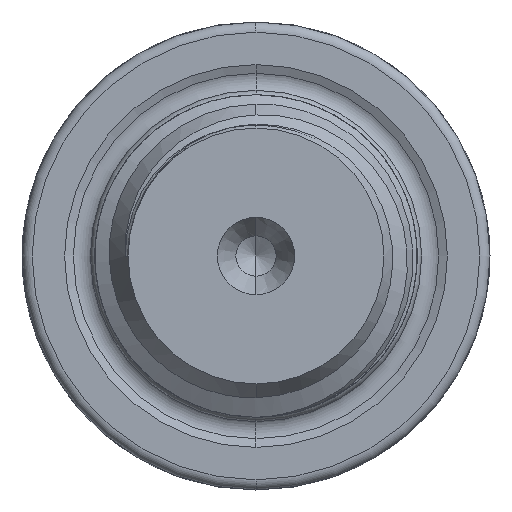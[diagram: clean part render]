
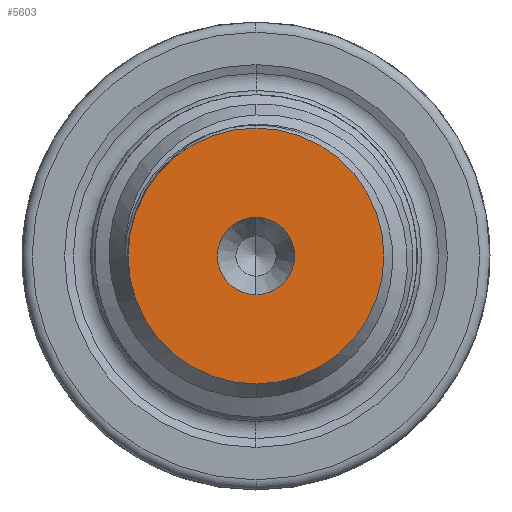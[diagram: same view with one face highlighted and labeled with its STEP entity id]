
A CAD part, left-side view. The second image highlights one B-rep face of the part: STEP entity #5603.
In plain terms, the highlighted planar face has unit normal (-1, 0, 0).
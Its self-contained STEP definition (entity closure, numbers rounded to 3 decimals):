
#254 = CARTESIAN_POINT ( 'NONE',  ( 0., 0., 0. ) ) ;
#276 = CIRCLE ( 'NONE', #3669, 1.9 ) ;
#552 = VERTEX_POINT ( 'NONE', #1664 ) ;
#599 = CARTESIAN_POINT ( 'NONE',  ( 0., 0., 0. ) ) ;
#666 = DIRECTION ( 'NONE',  ( 0., 0., 1. ) ) ;
#716 = DIRECTION ( 'NONE',  ( -1., 0., 0. ) ) ;
#739 = DIRECTION ( 'NONE',  ( 0., 0., 1. ) ) ;
#1282 = CIRCLE ( 'NONE', #4676, 6.287 ) ;
#1559 = DIRECTION ( 'NONE',  ( -1., 0., 0. ) ) ;
#1563 = PLANE ( 'NONE',  #2690 ) ;
#1638 = EDGE_CURVE ( 'NONE', #5818, #3920, #4572, .T. ) ;
#1664 = CARTESIAN_POINT ( 'NONE',  ( 0., 0., -1.9 ) ) ;
#1673 = DIRECTION ( 'NONE',  ( 0., 0., -1. ) ) ;
#1788 = DIRECTION ( 'NONE',  ( 0., 0., 1. ) ) ;
#1813 = CARTESIAN_POINT ( 'NONE',  ( 0., 0., 0. ) ) ;
#1884 = CARTESIAN_POINT ( 'NONE',  ( 0., 0., 1.9 ) ) ;
#1915 = AXIS2_PLACEMENT_3D ( 'NONE', #254, #1559, #2985 ) ;
#2018 = CIRCLE ( 'NONE', #4963, 1.9 ) ;
#2336 = EDGE_CURVE ( 'NONE', #3920, #5818, #1282, .T. ) ;
#2344 = CARTESIAN_POINT ( 'NONE',  ( 0., 0., -6.287 ) ) ;
#2560 = DIRECTION ( 'NONE',  ( 1., 0., 0. ) ) ;
#2609 = CARTESIAN_POINT ( 'NONE',  ( 0., 0., 6.287 ) ) ;
#2690 = AXIS2_PLACEMENT_3D ( 'NONE', #3596, #2560, #1673 ) ;
#2718 = EDGE_LOOP ( 'NONE', ( #4585, #4290 ) ) ;
#2985 = DIRECTION ( 'NONE',  ( 0., 0., 1. ) ) ;
#3439 = DIRECTION ( 'NONE',  ( -1., 0., 0. ) ) ;
#3514 = VERTEX_POINT ( 'NONE', #1884 ) ;
#3596 = CARTESIAN_POINT ( 'NONE',  ( 0., 0., 0. ) ) ;
#3669 = AXIS2_PLACEMENT_3D ( 'NONE', #4965, #716, #739 ) ;
#3749 = DIRECTION ( 'NONE',  ( -1., 0., 0. ) ) ;
#3874 = FACE_OUTER_BOUND ( 'NONE', #2718, .T. ) ;
#3920 = VERTEX_POINT ( 'NONE', #2344 ) ;
#4036 = EDGE_CURVE ( 'NONE', #552, #3514, #2018, .T. ) ;
#4290 = ORIENTED_EDGE ( 'NONE', *, *, #1638, .T. ) ;
#4572 = CIRCLE ( 'NONE', #1915, 6.287 ) ;
#4585 = ORIENTED_EDGE ( 'NONE', *, *, #2336, .T. ) ;
#4664 = ORIENTED_EDGE ( 'NONE', *, *, #4036, .F. ) ;
#4676 = AXIS2_PLACEMENT_3D ( 'NONE', #599, #3439, #666 ) ;
#4963 = AXIS2_PLACEMENT_3D ( 'NONE', #1813, #3749, #1788 ) ;
#4965 = CARTESIAN_POINT ( 'NONE',  ( 0., 0., 0. ) ) ;
#5603 = ADVANCED_FACE ( 'NONE', ( #3874, #5716 ), #1563, .F. ) ;
#5660 = EDGE_CURVE ( 'NONE', #3514, #552, #276, .T. ) ;
#5716 = FACE_BOUND ( 'NONE', #5918, .T. ) ;
#5818 = VERTEX_POINT ( 'NONE', #2609 ) ;
#5918 = EDGE_LOOP ( 'NONE', ( #5948, #4664 ) ) ;
#5948 = ORIENTED_EDGE ( 'NONE', *, *, #5660, .F. ) ;
